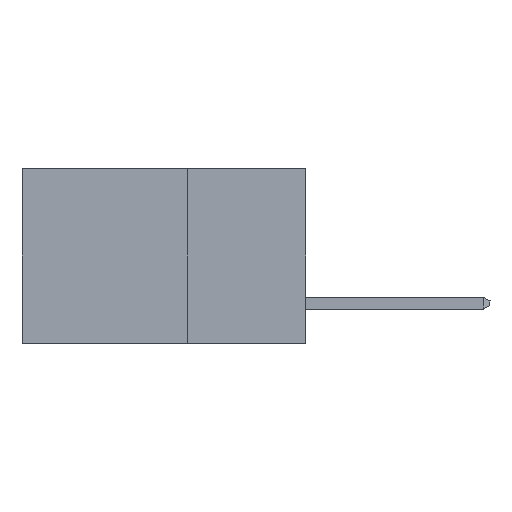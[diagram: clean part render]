
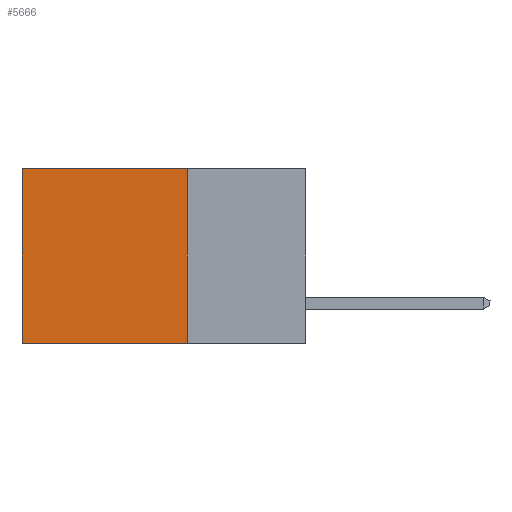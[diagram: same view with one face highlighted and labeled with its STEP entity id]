
A CAD part, left-side view. The second image highlights one B-rep face of the part: STEP entity #5666.
In plain terms, the highlighted planar face has unit normal (-1, 0, 0).
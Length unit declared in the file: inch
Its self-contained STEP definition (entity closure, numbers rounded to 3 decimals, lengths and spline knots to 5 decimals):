
#554 = LINE ( 'NONE', #21814, #19986 ) ;
#776 = CARTESIAN_POINT ( 'NONE',  ( 0.298, 0.6, 0. ) ) ;
#1587 = DIRECTION ( 'NONE',  ( 0., 1., 0. ) ) ;
#1711 = AXIS2_PLACEMENT_3D ( 'NONE', #10097, #11984, #8538 ) ;
#1893 = ORIENTED_EDGE ( 'NONE', *, *, #13253, .F. ) ;
#3187 = VERTEX_POINT ( 'NONE', #18228 ) ;
#4531 = CARTESIAN_POINT ( 'NONE',  ( 0.298, 0.6, -0.37 ) ) ;
#5666 = ADVANCED_FACE ( 'NONE', ( #20578 ), #8138, .F. ) ;
#6251 = LINE ( 'NONE', #20001, #15002 ) ;
#6494 = DIRECTION ( 'NONE',  ( 0., 0., -1. ) ) ;
#8138 = PLANE ( 'NONE',  #1711 ) ;
#8538 = DIRECTION ( 'NONE',  ( 0., 0., -1. ) ) ;
#10097 = CARTESIAN_POINT ( 'NONE',  ( 0.298, 0.25, 0. ) ) ;
#10221 = CARTESIAN_POINT ( 'NONE',  ( 0.298, 0.25, 0. ) ) ;
#11026 = VERTEX_POINT ( 'NONE', #10221 ) ;
#11909 = VERTEX_POINT ( 'NONE', #4531 ) ;
#11984 = DIRECTION ( 'NONE',  ( 1., 0., 0. ) ) ;
#12205 = CARTESIAN_POINT ( 'NONE',  ( 0.298, 0.25, -0.37 ) ) ;
#12649 = EDGE_CURVE ( 'NONE', #11026, #24100, #6251, .T. ) ;
#13253 = EDGE_CURVE ( 'NONE', #11026, #3187, #554, .T. ) ;
#13691 = CARTESIAN_POINT ( 'NONE',  ( 0.298, 0.6, 0. ) ) ;
#13799 = EDGE_LOOP ( 'NONE', ( #16770, #24320, #1893, #14262 ) ) ;
#14169 = DIRECTION ( 'NONE',  ( 0., 1., 0. ) ) ;
#14262 = ORIENTED_EDGE ( 'NONE', *, *, #12649, .T. ) ;
#15002 = VECTOR ( 'NONE', #1587, 39.37008 ) ;
#15881 = EDGE_CURVE ( 'NONE', #3187, #11909, #23428, .T. ) ;
#16021 = VECTOR ( 'NONE', #6494, 39.37008 ) ;
#16770 = ORIENTED_EDGE ( 'NONE', *, *, #23750, .T. ) ;
#18228 = CARTESIAN_POINT ( 'NONE',  ( 0.298, 0.25, -0.37 ) ) ;
#19986 = VECTOR ( 'NONE', #20064, 39.37008 ) ;
#20001 = CARTESIAN_POINT ( 'NONE',  ( 0.298, 0.25, 0. ) ) ;
#20064 = DIRECTION ( 'NONE',  ( 0., 0., -1. ) ) ;
#20578 = FACE_OUTER_BOUND ( 'NONE', #13799, .T. ) ;
#20753 = VECTOR ( 'NONE', #14169, 39.37008 ) ;
#21064 = LINE ( 'NONE', #13691, #16021 ) ;
#21814 = CARTESIAN_POINT ( 'NONE',  ( 0.298, 0.25, 0. ) ) ;
#23428 = LINE ( 'NONE', #12205, #20753 ) ;
#23750 = EDGE_CURVE ( 'NONE', #24100, #11909, #21064, .T. ) ;
#24100 = VERTEX_POINT ( 'NONE', #776 ) ;
#24320 = ORIENTED_EDGE ( 'NONE', *, *, #15881, .F. ) ;
